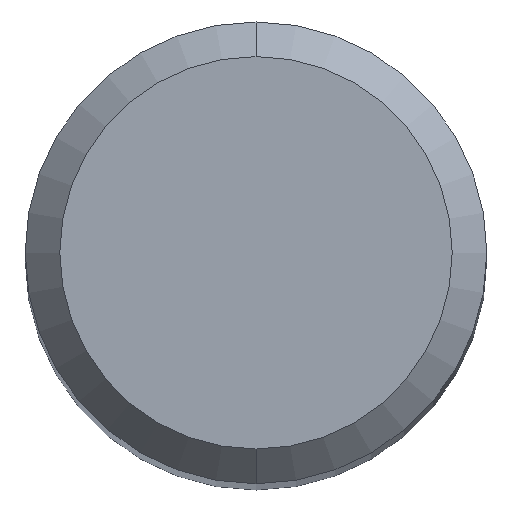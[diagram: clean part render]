
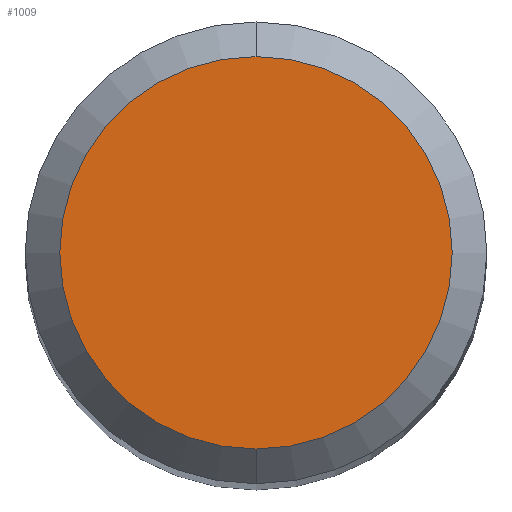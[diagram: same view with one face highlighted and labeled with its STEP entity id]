
A CAD part, top view. The second image highlights one B-rep face of the part: STEP entity #1009.
In plain terms, the highlighted planar face has unit normal (0, 0, 1).
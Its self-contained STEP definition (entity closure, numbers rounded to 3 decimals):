
#601=VERTEX_POINT('',#1298);
#797=EDGE_CURVE('',#601,#941,#1514,.T.);
#941=VERTEX_POINT('',#1674);
#951=EDGE_CURVE('',#941,#601,#1684,.T.);
#1009=ADVANCED_FACE('',(#1748),#1749,.T.);
#1298=CARTESIAN_POINT('',(0.,-1.7,0.0));
#1514=CIRCLE('',#4479,1.7);
#1674=CARTESIAN_POINT('',(0.0,1.7,0.0));
#1684=CIRCLE('',#5162,1.7);
#1748=FACE_OUTER_BOUND('',#5471,.T.);
#1749=PLANE('',#5472);
#4479=AXIS2_PLACEMENT_3D('',#5952,#5953,#5954);
#5162=AXIS2_PLACEMENT_3D('',#6168,#6169,#6170);
#5471=EDGE_LOOP('',(#6239,#6240));
#5472=AXIS2_PLACEMENT_3D('',#6241,#6242,#6243);
#5952=CARTESIAN_POINT('',(0.0,0.0,0.0));
#5953=DIRECTION('',(0.0,0.0,-1.0));
#5954=DIRECTION('',(0.0,1.0,0.0));
#6168=CARTESIAN_POINT('',(0.0,0.0,0.0));
#6169=DIRECTION('',(0.0,0.0,-1.0));
#6170=DIRECTION('',(0.0,1.0,0.0));
#6239=ORIENTED_EDGE('',*,*,#951,.F.);
#6240=ORIENTED_EDGE('',*,*,#797,.F.);
#6241=CARTESIAN_POINT('',(0.0,0.85,0.0));
#6242=DIRECTION('',(-0.0,0.0,1.0));
#6243=DIRECTION('',(0.0,-1.0,0.0));
